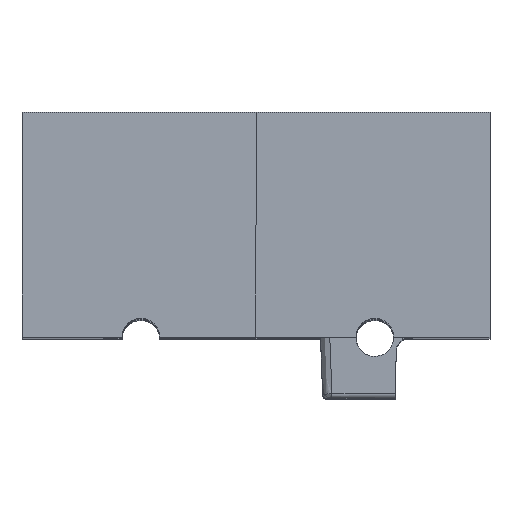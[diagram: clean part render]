
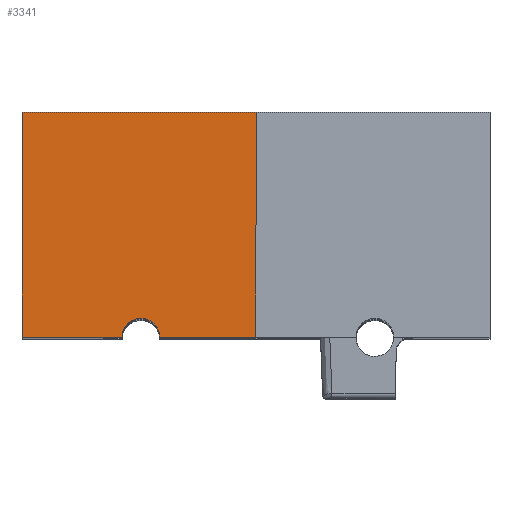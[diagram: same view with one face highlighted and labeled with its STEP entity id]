
A CAD part, top view. The second image highlights one B-rep face of the part: STEP entity #3341.
In plain terms, the highlighted planar face has unit normal (0, 0, 1).
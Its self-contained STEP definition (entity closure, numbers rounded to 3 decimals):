
#36 = DIRECTION ( 'NONE',  ( 1., 0., 0. ) ) ;
#844 = CARTESIAN_POINT ( 'NONE',  ( -15.012, 0.944, 10. ) ) ;
#1293 = LINE ( 'NONE', #25529, #13311 ) ;
#1373 = VERTEX_POINT ( 'NONE', #16183 ) ;
#3205 = VERTEX_POINT ( 'NONE', #12829 ) ;
#3303 = CARTESIAN_POINT ( 'NONE',  ( -15., 0.944, 10. ) ) ;
#3341 = ADVANCED_FACE ( 'NONE', ( #27289 ), #26261, .T. ) ;
#3425 = ORIENTED_EDGE ( 'NONE', *, *, #13209, .T. ) ;
#3518 = ORIENTED_EDGE ( 'NONE', *, *, #11613, .T. ) ;
#4025 = CARTESIAN_POINT ( 'NONE',  ( -40., 37., 10. ) ) ;
#4233 = VECTOR ( 'NONE', #9751, 1000. ) ;
#4578 = CARTESIAN_POINT ( 'NONE',  ( -15., 13., 10. ) ) ;
#4882 = LINE ( 'NONE', #3303, #4233 ) ;
#6463 = CARTESIAN_POINT ( 'NONE',  ( -25.302, 13., 10. ) ) ;
#6976 = ORIENTED_EDGE ( 'NONE', *, *, #15015, .T. ) ;
#7220 = EDGE_CURVE ( 'NONE', #13234, #15710, #17946, .T. ) ;
#7275 = DIRECTION ( 'NONE',  ( 1., 0., 0. ) ) ;
#7325 = AXIS2_PLACEMENT_3D ( 'NONE', #844, #20058, #7275 ) ;
#7719 = ORIENTED_EDGE ( 'NONE', *, *, #13767, .T. ) ;
#8033 = DIRECTION ( 'NONE',  ( 0., 0., -1. ) ) ;
#8621 = VECTOR ( 'NONE', #15184, 1000. ) ;
#8629 = VERTEX_POINT ( 'NONE', #4025 ) ;
#9059 = ORIENTED_EDGE ( 'NONE', *, *, #16701, .T. ) ;
#9751 = DIRECTION ( 'NONE',  ( 0., 1., 0. ) ) ;
#10453 = CARTESIAN_POINT ( 'NONE',  ( -40., 37., 10. ) ) ;
#11613 = EDGE_CURVE ( 'NONE', #19165, #13234, #17642, .T. ) ;
#12301 = VECTOR ( 'NONE', #26955, 1000. ) ;
#12829 = CARTESIAN_POINT ( 'NONE',  ( -15., 37., 10. ) ) ;
#13209 = EDGE_CURVE ( 'NONE', #1373, #19165, #1293, .T. ) ;
#13234 = VERTEX_POINT ( 'NONE', #6463 ) ;
#13311 = VECTOR ( 'NONE', #36, 1000. ) ;
#13421 = ORIENTED_EDGE ( 'NONE', *, *, #7220, .T. ) ;
#13481 = CARTESIAN_POINT ( 'NONE',  ( -29.302, 13., 10. ) ) ;
#13767 = EDGE_CURVE ( 'NONE', #3205, #8629, #14297, .T. ) ;
#14297 = LINE ( 'NONE', #10453, #8621 ) ;
#15015 = EDGE_CURVE ( 'NONE', #8629, #1373, #16257, .T. ) ;
#15184 = DIRECTION ( 'NONE',  ( -1., 0., 0. ) ) ;
#15710 = VERTEX_POINT ( 'NONE', #4578 ) ;
#16183 = CARTESIAN_POINT ( 'NONE',  ( -40., 13., 10. ) ) ;
#16257 = LINE ( 'NONE', #23159, #16942 ) ;
#16701 = EDGE_CURVE ( 'NONE', #15710, #3205, #4882, .T. ) ;
#16942 = VECTOR ( 'NONE', #25474, 1000. ) ;
#17542 = EDGE_LOOP ( 'NONE', ( #13421, #9059, #7719, #6976, #3425, #3518 ) ) ;
#17642 = CIRCLE ( 'NONE', #26115, 2. ) ;
#17946 = LINE ( 'NONE', #26858, #12301 ) ;
#19165 = VERTEX_POINT ( 'NONE', #13481 ) ;
#20058 = DIRECTION ( 'NONE',  ( 0., 0., 1. ) ) ;
#20790 = CARTESIAN_POINT ( 'NONE',  ( -27.302, 13., 10. ) ) ;
#22916 = DIRECTION ( 'NONE',  ( -1., 0., 0. ) ) ;
#23159 = CARTESIAN_POINT ( 'NONE',  ( -40., 22., 10. ) ) ;
#25474 = DIRECTION ( 'NONE',  ( 0., -1., 0. ) ) ;
#25529 = CARTESIAN_POINT ( 'NONE',  ( -15.012, 13., 10. ) ) ;
#26115 = AXIS2_PLACEMENT_3D ( 'NONE', #20790, #8033, #22916 ) ;
#26261 = PLANE ( 'NONE',  #7325 ) ;
#26858 = CARTESIAN_POINT ( 'NONE',  ( -15.012, 13., 10. ) ) ;
#26955 = DIRECTION ( 'NONE',  ( 1., 0., 0. ) ) ;
#27289 = FACE_OUTER_BOUND ( 'NONE', #17542, .T. ) ;
